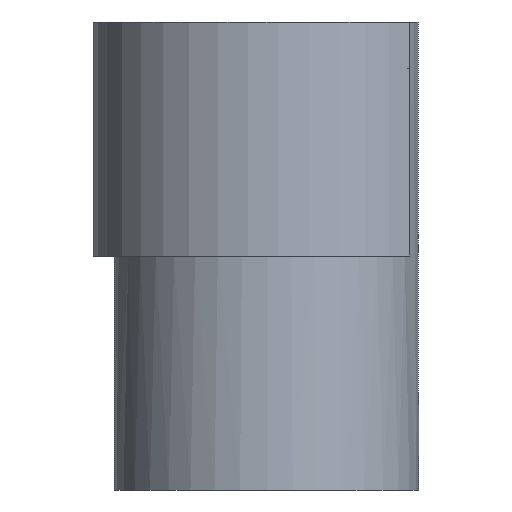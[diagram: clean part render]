
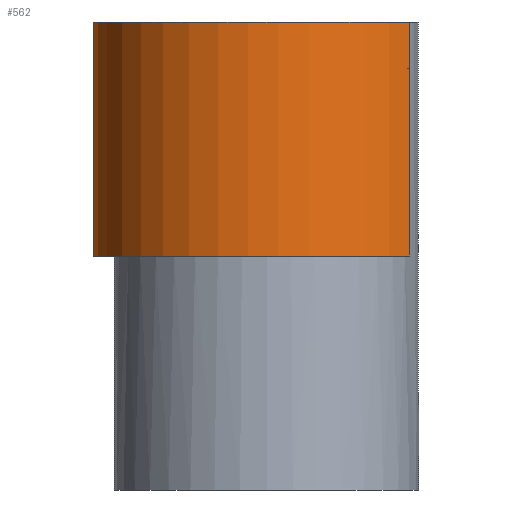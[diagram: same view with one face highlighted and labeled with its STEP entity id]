
A CAD part, front view. The second image highlights one B-rep face of the part: STEP entity #562.
In plain terms, the highlighted cylindrical face has radius 7.5 mm (diameter 15 mm), a partial arc.
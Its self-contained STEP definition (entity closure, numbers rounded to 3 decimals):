
#22=CYLINDRICAL_SURFACE('',#620,7.5);
#35=CIRCLE('',#595,7.5);
#45=CIRCLE('',#621,7.5);
#75=FACE_OUTER_BOUND('',#107,.T.);
#107=EDGE_LOOP('',(#464,#465,#466,#467,#468));
#145=LINE('',#884,#200);
#159=LINE('',#931,#214);
#165=LINE('',#951,#220);
#200=VECTOR('',#690,10.);
#214=VECTOR('',#728,10.);
#220=VECTOR('',#754,10.);
#248=VERTEX_POINT('',#848);
#249=VERTEX_POINT('',#850);
#255=VERTEX_POINT('',#882);
#267=VERTEX_POINT('',#929);
#271=VERTEX_POINT('',#950);
#304=EDGE_CURVE('',#249,#248,#35,.T.);
#313=EDGE_CURVE('',#248,#255,#145,.T.);
#333=EDGE_CURVE('',#255,#267,#159,.T.);
#344=EDGE_CURVE('',#249,#271,#165,.T.);
#345=EDGE_CURVE('',#267,#271,#45,.T.);
#464=ORIENTED_EDGE('',*,*,#344,.F.);
#465=ORIENTED_EDGE('',*,*,#304,.T.);
#466=ORIENTED_EDGE('',*,*,#313,.T.);
#467=ORIENTED_EDGE('',*,*,#333,.T.);
#468=ORIENTED_EDGE('',*,*,#345,.T.);
#562=ADVANCED_FACE('',(#75),#22,.T.);
#595=AXIS2_PLACEMENT_3D('',#851,#677,#678);
#620=AXIS2_PLACEMENT_3D('',#949,#752,#753);
#621=AXIS2_PLACEMENT_3D('',#952,#755,#756);
#677=DIRECTION('center_axis',(0.,0.,1.));
#678=DIRECTION('ref_axis',(0.,1.,0.));
#690=DIRECTION('',(0.,0.,1.));
#728=DIRECTION('',(0.,0.,1.));
#752=DIRECTION('center_axis',(0.,0.,1.));
#753=DIRECTION('ref_axis',(-0.6,-0.8,0.));
#754=DIRECTION('',(0.,0.,1.));
#755=DIRECTION('center_axis',(0.,0.,-1.));
#756=DIRECTION('ref_axis',(1.,0.,0.));
#848=CARTESIAN_POINT('',(58.491,-17.164,10.));
#850=CARTESIAN_POINT('',(46.491,-8.164,10.));
#851=CARTESIAN_POINT('Origin',(52.491,-12.664,10.));
#882=CARTESIAN_POINT('',(58.491,-17.164,18.));
#884=CARTESIAN_POINT('',(58.491,-17.164,0.));
#929=CARTESIAN_POINT('',(58.491,-17.164,20.));
#931=CARTESIAN_POINT('',(58.491,-17.164,0.));
#949=CARTESIAN_POINT('Origin',(52.491,-12.664,0.));
#950=CARTESIAN_POINT('',(46.491,-8.164,20.));
#951=CARTESIAN_POINT('',(46.491,-8.164,0.));
#952=CARTESIAN_POINT('Origin',(52.491,-12.664,20.));
